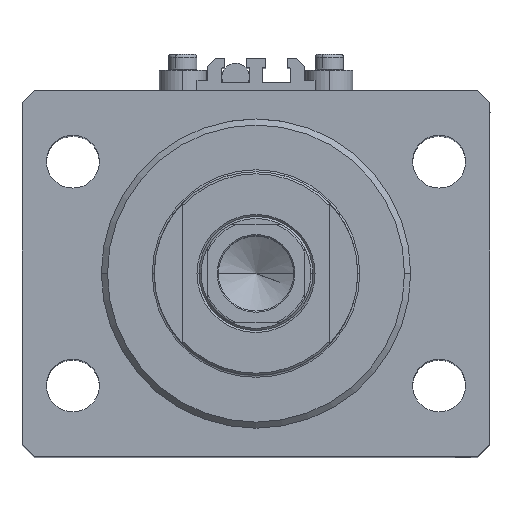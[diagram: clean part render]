
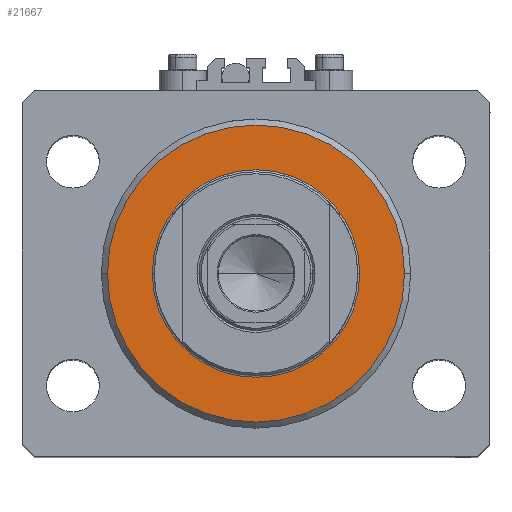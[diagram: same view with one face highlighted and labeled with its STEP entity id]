
A CAD part, top view. The second image highlights one B-rep face of the part: STEP entity #21667.
In plain terms, the highlighted face is planar.
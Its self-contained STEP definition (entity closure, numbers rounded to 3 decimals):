
#665 = VERTEX_POINT ( 'NONE', #47411 ) ;
#1127 = VERTEX_POINT ( 'NONE', #40776 ) ;
#2775 = VERTEX_POINT ( 'NONE', #39960 ) ;
#3173 = AXIS2_PLACEMENT_3D ( 'NONE', #30140, #35469, #45718 ) ;
#3477 = DIRECTION ( 'NONE',  ( 0., 0., -1. ) ) ;
#3882 = AXIS2_PLACEMENT_3D ( 'NONE', #7353, #3477, #29264 ) ;
#4890 = ORIENTED_EDGE ( 'NONE', *, *, #11189, .T. ) ;
#7284 = EDGE_CURVE ( 'NONE', #2775, #1127, #21717, .T. ) ;
#7353 = CARTESIAN_POINT ( 'NONE',  ( 0., 0., 0. ) ) ;
#9593 = CARTESIAN_POINT ( 'NONE',  ( 0., 0., 0. ) ) ;
#10328 = EDGE_LOOP ( 'NONE', ( #4890, #29101 ) ) ;
#11189 = EDGE_CURVE ( 'NONE', #665, #44982, #29613, .T. ) ;
#11355 = DIRECTION ( 'NONE',  ( 0., 0., -1. ) ) ;
#13579 = DIRECTION ( 'NONE',  ( 0., 0., 1. ) ) ;
#14521 = DIRECTION ( 'NONE',  ( 1., 0., 0. ) ) ;
#16667 = ORIENTED_EDGE ( 'NONE', *, *, #43506, .T. ) ;
#17139 = DIRECTION ( 'NONE',  ( 1., 0., 0. ) ) ;
#17726 = ORIENTED_EDGE ( 'NONE', *, *, #7284, .T. ) ;
#20651 = AXIS2_PLACEMENT_3D ( 'NONE', #21826, #11355, #14521 ) ;
#21042 = DIRECTION ( 'NONE',  ( 0., 0., 1. ) ) ;
#21667 = ADVANCED_FACE ( 'NONE', ( #38905, #31115 ), #45983, .F. ) ;
#21717 = CIRCLE ( 'NONE', #3882, 36.5 ) ;
#21826 = CARTESIAN_POINT ( 'NONE',  ( 0., 0., 0. ) ) ;
#24542 = DIRECTION ( 'NONE',  ( 1., 0., 0. ) ) ;
#26850 = CIRCLE ( 'NONE', #20651, 36.5 ) ;
#27567 = AXIS2_PLACEMENT_3D ( 'NONE', #9593, #21042, #17139 ) ;
#27724 = CARTESIAN_POINT ( 'NONE',  ( 0., 0., 0. ) ) ;
#29101 = ORIENTED_EDGE ( 'NONE', *, *, #41051, .T. ) ;
#29264 = DIRECTION ( 'NONE',  ( 1., 0., 0. ) ) ;
#29613 = CIRCLE ( 'NONE', #3173, 25.5 ) ;
#30140 = CARTESIAN_POINT ( 'NONE',  ( 0., 0., 0. ) ) ;
#31115 = FACE_OUTER_BOUND ( 'NONE', #32728, .T. ) ;
#32728 = EDGE_LOOP ( 'NONE', ( #17726, #16667 ) ) ;
#32961 = AXIS2_PLACEMENT_3D ( 'NONE', #27724, #13579, #24542 ) ;
#35469 = DIRECTION ( 'NONE',  ( 0., 0., 1. ) ) ;
#38905 = FACE_BOUND ( 'NONE', #10328, .T. ) ;
#39561 = CARTESIAN_POINT ( 'NONE',  ( -25.5, 0., 0. ) ) ;
#39960 = CARTESIAN_POINT ( 'NONE',  ( 36.5, 0., 0. ) ) ;
#40776 = CARTESIAN_POINT ( 'NONE',  ( -36.5, 0., 0. ) ) ;
#41051 = EDGE_CURVE ( 'NONE', #44982, #665, #46999, .T. ) ;
#43506 = EDGE_CURVE ( 'NONE', #1127, #2775, #26850, .T. ) ;
#44982 = VERTEX_POINT ( 'NONE', #39561 ) ;
#45718 = DIRECTION ( 'NONE',  ( 1., 0., 0. ) ) ;
#45983 = PLANE ( 'NONE',  #32961 ) ;
#46999 = CIRCLE ( 'NONE', #27567, 25.5 ) ;
#47411 = CARTESIAN_POINT ( 'NONE',  ( 25.5, 0., 0. ) ) ;
